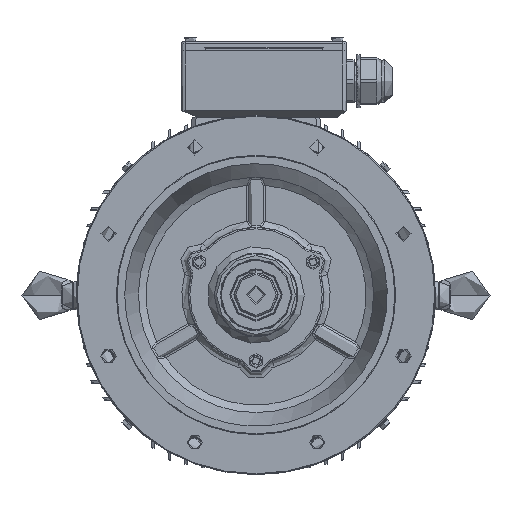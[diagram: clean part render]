
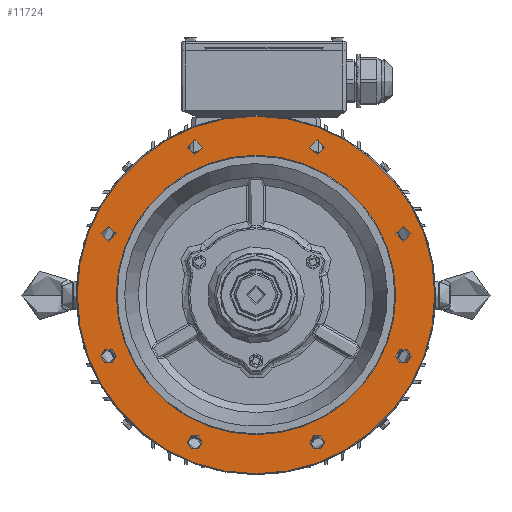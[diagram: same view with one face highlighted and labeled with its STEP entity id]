
A CAD part, top view. The second image highlights one B-rep face of the part: STEP entity #11724.
In plain terms, the highlighted planar face has unit normal (0, 0, 1).
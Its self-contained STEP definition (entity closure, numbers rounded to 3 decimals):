
#5321=FACE_BOUND('',#22991,.T.);
#5322=FACE_BOUND('',#22992,.T.);
#5323=FACE_BOUND('',#22993,.T.);
#5324=FACE_BOUND('',#22994,.T.);
#5325=FACE_BOUND('',#22995,.T.);
#5326=FACE_BOUND('',#22996,.T.);
#5327=FACE_BOUND('',#22997,.T.);
#5328=FACE_BOUND('',#22998,.T.);
#5329=FACE_BOUND('',#22999,.T.);
#5330=FACE_BOUND('',#23000,.T.);
#8117=PLANE('',#93405);
#11724=ADVANCED_FACE('',(#5321,#5322,#5323,#5324,#5325,#5326,#5327,#5328,
#5329,#5330),#8117,.F.);
#22991=EDGE_LOOP('',(#58071));
#22992=EDGE_LOOP('',(#58072));
#22993=EDGE_LOOP('',(#58073));
#22994=EDGE_LOOP('',(#58074));
#22995=EDGE_LOOP('',(#58075,#58076));
#22996=EDGE_LOOP('',(#58077,#58078));
#22997=EDGE_LOOP('',(#58079));
#22998=EDGE_LOOP('',(#58080));
#22999=EDGE_LOOP('',(#58081));
#23000=EDGE_LOOP('',(#58082));
#58071=ORIENTED_EDGE('',*,*,#82886,.F.);
#58072=ORIENTED_EDGE('',*,*,#82887,.F.);
#58073=ORIENTED_EDGE('',*,*,#82888,.F.);
#58074=ORIENTED_EDGE('',*,*,#82889,.F.);
#58075=ORIENTED_EDGE('',*,*,#82890,.T.);
#58076=ORIENTED_EDGE('',*,*,#82891,.T.);
#58077=ORIENTED_EDGE('',*,*,#82892,.F.);
#58078=ORIENTED_EDGE('',*,*,#82893,.F.);
#58079=ORIENTED_EDGE('',*,*,#82894,.F.);
#58080=ORIENTED_EDGE('',*,*,#82895,.F.);
#58081=ORIENTED_EDGE('',*,*,#82896,.F.);
#58082=ORIENTED_EDGE('',*,*,#82897,.F.);
#71823=VERTEX_POINT('',#139390);
#71824=VERTEX_POINT('',#139392);
#71825=VERTEX_POINT('',#139394);
#71826=VERTEX_POINT('',#139396);
#71827=VERTEX_POINT('',#139398);
#71828=VERTEX_POINT('',#139399);
#71829=VERTEX_POINT('',#139402);
#71830=VERTEX_POINT('',#139403);
#71831=VERTEX_POINT('',#139406);
#71832=VERTEX_POINT('',#139408);
#71833=VERTEX_POINT('',#139410);
#71834=VERTEX_POINT('',#139412);
#82886=EDGE_CURVE('',#71823,#71823,#87923,.T.);
#82887=EDGE_CURVE('',#71824,#71824,#87924,.T.);
#82888=EDGE_CURVE('',#71825,#71825,#87925,.T.);
#82889=EDGE_CURVE('',#71826,#71826,#87926,.T.);
#82890=EDGE_CURVE('',#71827,#71828,#87927,.T.);
#82891=EDGE_CURVE('',#71828,#71827,#87928,.T.);
#82892=EDGE_CURVE('',#71829,#71830,#87929,.T.);
#82893=EDGE_CURVE('',#71830,#71829,#87930,.T.);
#82894=EDGE_CURVE('',#71831,#71831,#87931,.T.);
#82895=EDGE_CURVE('',#71832,#71832,#87932,.T.);
#82896=EDGE_CURVE('',#71833,#71833,#87933,.T.);
#82897=EDGE_CURVE('',#71834,#71834,#87934,.T.);
#87923=CIRCLE('',#93393,9.5);
#87924=CIRCLE('',#93394,9.5);
#87925=CIRCLE('',#93395,9.5);
#87926=CIRCLE('',#93396,9.5);
#87927=CIRCLE('',#93397,224.);
#87928=CIRCLE('',#93398,224.);
#87929=CIRCLE('',#93399,175.);
#87930=CIRCLE('',#93400,175.);
#87931=CIRCLE('',#93401,9.5);
#87932=CIRCLE('',#93402,9.5);
#87933=CIRCLE('',#93403,9.5);
#87934=CIRCLE('',#93404,9.5);
#93393=AXIS2_PLACEMENT_3D('',#139389,#111281,#111282);
#93394=AXIS2_PLACEMENT_3D('',#139391,#111283,#111284);
#93395=AXIS2_PLACEMENT_3D('',#139393,#111285,#111286);
#93396=AXIS2_PLACEMENT_3D('',#139395,#111287,#111288);
#93397=AXIS2_PLACEMENT_3D('',#139397,#111289,#111290);
#93398=AXIS2_PLACEMENT_3D('',#139400,#111291,#111292);
#93399=AXIS2_PLACEMENT_3D('',#139401,#111293,#111294);
#93400=AXIS2_PLACEMENT_3D('',#139404,#111295,#111296);
#93401=AXIS2_PLACEMENT_3D('',#139405,#111297,#111298);
#93402=AXIS2_PLACEMENT_3D('',#139407,#111299,#111300);
#93403=AXIS2_PLACEMENT_3D('',#139409,#111301,#111302);
#93404=AXIS2_PLACEMENT_3D('',#139411,#111303,#111304);
#93405=AXIS2_PLACEMENT_3D('',#139413,#111305,#111306);
#111281=DIRECTION('',(0.,0.,1.));
#111282=DIRECTION('',(-1.,0.,0.));
#111283=DIRECTION('',(0.,0.,1.));
#111284=DIRECTION('',(-1.,0.,0.));
#111285=DIRECTION('',(0.,0.,1.));
#111286=DIRECTION('',(-1.,0.,0.));
#111287=DIRECTION('',(0.,0.,1.));
#111288=DIRECTION('',(-1.,0.,0.));
#111289=DIRECTION('',(0.,0.,1.));
#111290=DIRECTION('',(1.,0.,0.));
#111291=DIRECTION('',(0.,0.,1.));
#111292=DIRECTION('',(1.,0.,0.));
#111293=DIRECTION('',(0.,0.,1.));
#111294=DIRECTION('',(-1.,0.,0.));
#111295=DIRECTION('',(0.,0.,1.));
#111296=DIRECTION('',(-1.,0.,0.));
#111297=DIRECTION('',(0.,0.,1.));
#111298=DIRECTION('',(-1.,0.,0.));
#111299=DIRECTION('',(0.,0.,1.));
#111300=DIRECTION('',(-1.,0.,0.));
#111301=DIRECTION('',(0.,0.,1.));
#111302=DIRECTION('',(-1.,0.,0.));
#111303=DIRECTION('',(0.,0.,1.));
#111304=DIRECTION('',(-1.,0.,0.));
#111305=DIRECTION('',(0.,0.,-1.));
#111306=DIRECTION('',(-1.,0.,0.));
#139389=CARTESIAN_POINT('',(178.497,90.715,570.393));
#139390=CARTESIAN_POINT('',(168.997,90.715,570.393));
#139391=CARTESIAN_POINT('',(331.57,90.715,570.393));
#139392=CARTESIAN_POINT('',(322.07,90.715,570.393));
#139393=CARTESIAN_POINT('',(178.497,460.266,570.393));
#139394=CARTESIAN_POINT('',(168.997,460.266,570.393));
#139395=CARTESIAN_POINT('',(331.57,460.266,570.393));
#139396=CARTESIAN_POINT('',(322.07,460.266,570.393));
#139397=CARTESIAN_POINT('',(255.034,275.49,570.393));
#139398=CARTESIAN_POINT('',(479.034,275.49,570.393));
#139399=CARTESIAN_POINT('',(31.034,275.49,570.393));
#139400=CARTESIAN_POINT('',(255.034,275.49,570.393));
#139401=CARTESIAN_POINT('',(255.034,275.49,570.393));
#139402=CARTESIAN_POINT('',(80.034,275.49,570.393));
#139403=CARTESIAN_POINT('',(430.034,275.49,570.393));
#139404=CARTESIAN_POINT('',(255.034,275.49,570.393));
#139405=CARTESIAN_POINT('',(439.809,352.027,570.393));
#139406=CARTESIAN_POINT('',(430.309,352.027,570.393));
#139407=CARTESIAN_POINT('',(439.809,198.954,570.393));
#139408=CARTESIAN_POINT('',(430.309,198.954,570.393));
#139409=CARTESIAN_POINT('',(70.258,352.027,570.393));
#139410=CARTESIAN_POINT('',(60.758,352.027,570.393));
#139411=CARTESIAN_POINT('',(70.258,198.954,570.393));
#139412=CARTESIAN_POINT('',(60.758,198.954,570.393));
#139413=CARTESIAN_POINT('',(255.034,100.49,570.393));
